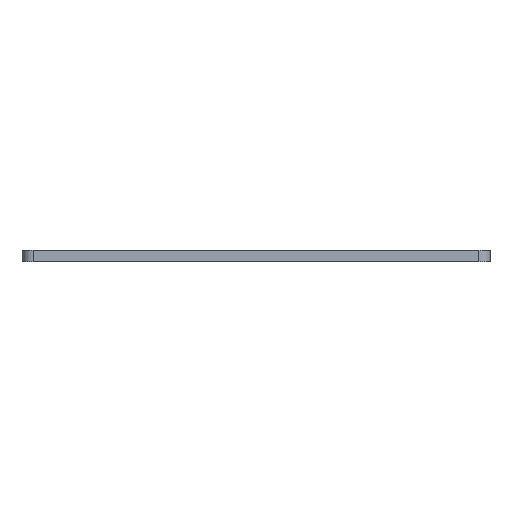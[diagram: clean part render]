
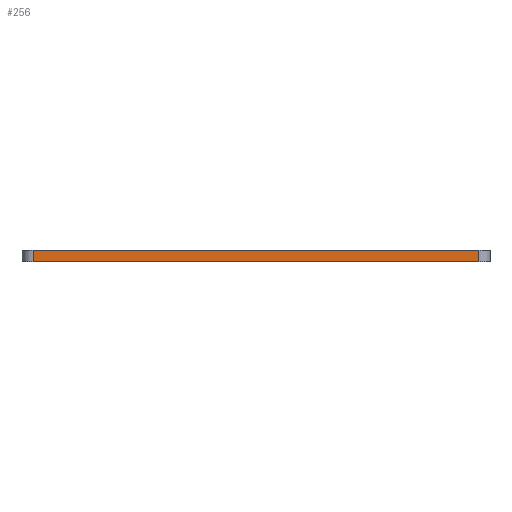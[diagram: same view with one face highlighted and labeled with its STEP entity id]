
A CAD part, front view. The second image highlights one B-rep face of the part: STEP entity #256.
In plain terms, the highlighted planar face has unit normal (0, -1, 0).
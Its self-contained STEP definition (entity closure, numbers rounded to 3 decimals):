
#256=ADVANCED_FACE('',(#626),#5410,.T.);
#626=FACE_OUTER_BOUND('',#976,.T.);
#976=EDGE_LOOP('',(#2216,#2217,#2218,#2219));
#2216=ORIENTED_EDGE('',*,*,#3359,.F.);
#2217=ORIENTED_EDGE('',*,*,#3360,.F.);
#2218=ORIENTED_EDGE('',*,*,#3361,.F.);
#2219=ORIENTED_EDGE('',*,*,#2734,.F.);
#2734=EDGE_CURVE('',#4632,#4633,#4054,.T.);
#3359=EDGE_CURVE('',#5038,#4632,#4499,.T.);
#3360=EDGE_CURVE('',#5039,#5038,#4500,.T.);
#3361=EDGE_CURVE('',#4633,#5039,#4501,.T.);
#4054=B_SPLINE_CURVE_WITH_KNOTS('',1,(#8982,#8983),.UNSPECIFIED.,.F.,.F.,
(2,2),(0.,160.),.UNSPECIFIED.);
#4499=B_SPLINE_CURVE_WITH_KNOTS('',1,(#10412,#10413),.UNSPECIFIED.,.F.,
 .F.,(2,2),(-4.15,0.),.UNSPECIFIED.);
#4500=B_SPLINE_CURVE_WITH_KNOTS('',1,(#10414,#10415),.UNSPECIFIED.,.F.,
 .F.,(2,2),(-160.,0.),.UNSPECIFIED.);
#4501=B_SPLINE_CURVE_WITH_KNOTS('',1,(#10416,#10417),.UNSPECIFIED.,.F.,
 .F.,(2,2),(-4.15,0.),.UNSPECIFIED.);
#4632=VERTEX_POINT('',#8486);
#4633=VERTEX_POINT('',#8487);
#5038=VERTEX_POINT('',#8892);
#5039=VERTEX_POINT('',#8893);
#5410=PLANE('',#5724);
#5724=AXIS2_PLACEMENT_3D('',#8054,#6225,$);
#6225=DIRECTION('',(0.,-1.,0.));
#8054=CARTESIAN_POINT('',(159.,-21.,-0.415));
#8486=CARTESIAN_POINT('',(143.,-21.,0.));
#8487=CARTESIAN_POINT('',(-17.,-21.,0.));
#8892=CARTESIAN_POINT('',(143.,-21.,4.15));
#8893=CARTESIAN_POINT('',(-17.,-21.,4.15));
#8982=CARTESIAN_POINT('',(143.,-21.,0.));
#8983=CARTESIAN_POINT('',(-17.,-21.,0.));
#10412=CARTESIAN_POINT('',(143.,-21.,4.15));
#10413=CARTESIAN_POINT('',(143.,-21.,0.));
#10414=CARTESIAN_POINT('',(-17.,-21.,4.15));
#10415=CARTESIAN_POINT('',(143.,-21.,4.15));
#10416=CARTESIAN_POINT('',(-17.,-21.,0.));
#10417=CARTESIAN_POINT('',(-17.,-21.,4.15));
